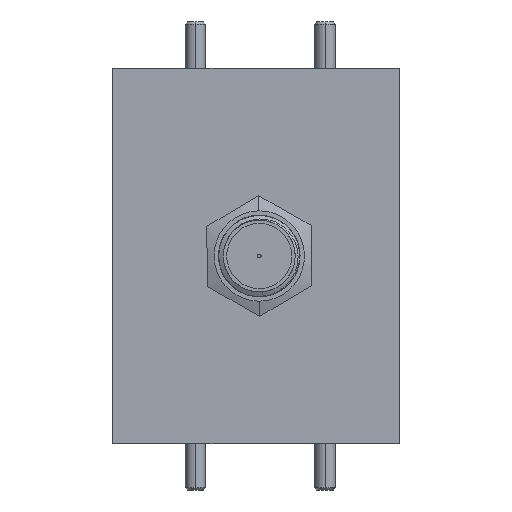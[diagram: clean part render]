
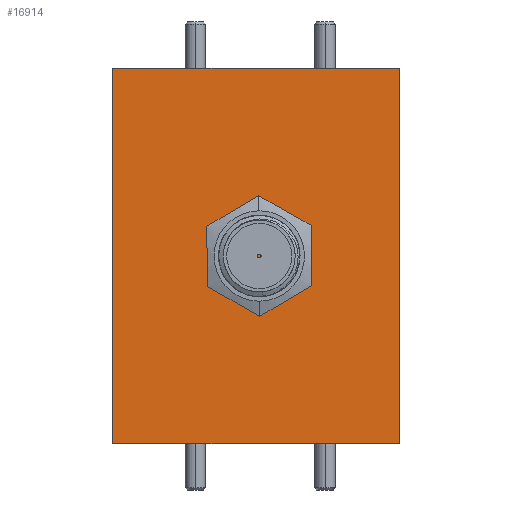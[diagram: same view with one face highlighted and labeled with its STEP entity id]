
A CAD part, left-side view. The second image highlights one B-rep face of the part: STEP entity #16914.
In plain terms, the highlighted planar face has unit normal (-1, 0, 0).
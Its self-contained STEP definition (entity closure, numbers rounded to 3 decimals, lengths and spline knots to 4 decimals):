
#157 = VERTEX_POINT ( 'NONE', #73118 ) ;
#3682 = DIRECTION ( 'NONE',  ( 0., 0., -1. ) ) ;
#4823 = CARTESIAN_POINT ( 'NONE',  ( -0.575, 0.49, -0.575 ) ) ;
#5174 = VECTOR ( 'NONE', #10356, 39.3701 ) ;
#8315 = EDGE_CURVE ( 'Defeatured_1_11+Defeatured_1_14+Defeatured_1_15+Defeatured_1_11', #51279, #25643, #59158, .T. ) ;
#9199 = EDGE_CURVE ( 'Defeatured_1_11+Defeatured_1_72+Defeatured_1_71+Defeatured_1_66', #157, #15554, #18462, .T. ) ;
#9533 = LINE ( 'NONE', #17801, #53741 ) ;
#10356 = DIRECTION ( 'NONE',  ( 0., -1., 0. ) ) ;
#10402 = FACE_OUTER_BOUND ( 'NONE', #54323, .T. ) ;
#10523 = ORIENTED_EDGE ( 'NONE', *, *, #45620, .T. ) ;
#11027 = ORIENTED_EDGE ( 'NONE', *, *, #14072, .F. ) ;
#11395 = CARTESIAN_POINT ( 'NONE',  ( -0.575, 0., 0.575 ) ) ;
#11950 = CARTESIAN_POINT ( 'NONE',  ( -0.575, 0.49, 0.575 ) ) ;
#13327 = CARTESIAN_POINT ( 'NONE',  ( -0.575, 0., -0.575 ) ) ;
#14072 = EDGE_CURVE ( 'Defeatured_1_10+Defeatured_1_11+Defeatured_1_15+Defeatured_1_66', #69377, #17745, #68297, .T. ) ;
#15532 = VECTOR ( 'NONE', #47872, 39.3701 ) ;
#15554 = VERTEX_POINT ( 'NONE', #52731 ) ;
#16914 = ADVANCED_FACE ( 'Defeatured_1_11', ( #10402 ), #32366, .F. ) ;
#17745 = VERTEX_POINT ( 'NONE', #26698 ) ;
#17801 = CARTESIAN_POINT ( 'NONE',  ( -0.575, 0.49, 0.575 ) ) ;
#18462 = LINE ( 'NONE', #53475, #47356 ) ;
#22963 = LINE ( 'NONE', #11395, #67174 ) ;
#23876 = DIRECTION ( 'NONE',  ( 0., -1., 0. ) ) ;
#25643 = VERTEX_POINT ( 'NONE', #58724 ) ;
#26698 = CARTESIAN_POINT ( 'NONE',  ( -0.575, 0., 0.575 ) ) ;
#28592 = EDGE_CURVE ( 'Defeatured_1_66+Defeatured_1_11+Defeatured_1_10+Defeatured_1_72', #17745, #15554, #22963, .T. ) ;
#30515 = DIRECTION ( 'NONE',  ( 0., 0., 1. ) ) ;
#32366 = PLANE ( 'NONE',  #40657 ) ;
#32621 = LINE ( 'NONE', #13327, #15532 ) ;
#38104 = ORIENTED_EDGE ( 'NONE', *, *, #69035, .F. ) ;
#38139 = DIRECTION ( 'NONE',  ( 1., 0., 0. ) ) ;
#40657 = AXIS2_PLACEMENT_3D ( 'NONE', #55126, #38139, #3682 ) ;
#43780 = VECTOR ( 'NONE', #23876, 39.3701 ) ;
#45620 = EDGE_CURVE ( 'Defeatured_1_11+Defeatured_1_71+Defeatured_1_11+Defeatured_1_72', #25643, #157, #32621, .T. ) ;
#47356 = VECTOR ( 'NONE', #30515, 39.3701 ) ;
#47872 = DIRECTION ( 'NONE',  ( 0., -1., 0. ) ) ;
#48679 = ORIENTED_EDGE ( 'NONE', *, *, #28592, .F. ) ;
#51279 = VERTEX_POINT ( 'NONE', #4823 ) ;
#51709 = DIRECTION ( 'NONE',  ( 0., -1., 0. ) ) ;
#52731 = CARTESIAN_POINT ( 'NONE',  ( -0.575, -0.39, 0.575 ) ) ;
#53475 = CARTESIAN_POINT ( 'NONE',  ( -0.575, -0.39, 0.575 ) ) ;
#53741 = VECTOR ( 'NONE', #63959, 39.3701 ) ;
#54323 = EDGE_LOOP ( 'NONE', ( #48679, #11027, #38104, #60688, #10523, #72095 ) ) ;
#55126 = CARTESIAN_POINT ( 'NONE',  ( -0.575, 0.49, 0.575 ) ) ;
#58724 = CARTESIAN_POINT ( 'NONE',  ( -0.575, 0., -0.575 ) ) ;
#59158 = LINE ( 'NONE', #64229, #43780 ) ;
#60688 = ORIENTED_EDGE ( 'NONE', *, *, #8315, .T. ) ;
#63959 = DIRECTION ( 'NONE',  ( 0., 0., 1. ) ) ;
#64229 = CARTESIAN_POINT ( 'NONE',  ( -0.575, 0.49, -0.575 ) ) ;
#67174 = VECTOR ( 'NONE', #51709, 39.3701 ) ;
#67791 = CARTESIAN_POINT ( 'NONE',  ( -0.575, 0.49, 0.575 ) ) ;
#68297 = LINE ( 'NONE', #67791, #5174 ) ;
#69035 = EDGE_CURVE ( 'Defeatured_1_15+Defeatured_1_11+Defeatured_1_14+Defeatured_1_10', #51279, #69377, #9533, .T. ) ;
#69377 = VERTEX_POINT ( 'NONE', #11950 ) ;
#72095 = ORIENTED_EDGE ( 'NONE', *, *, #9199, .T. ) ;
#73118 = CARTESIAN_POINT ( 'NONE',  ( -0.575, -0.39, -0.575 ) ) ;
